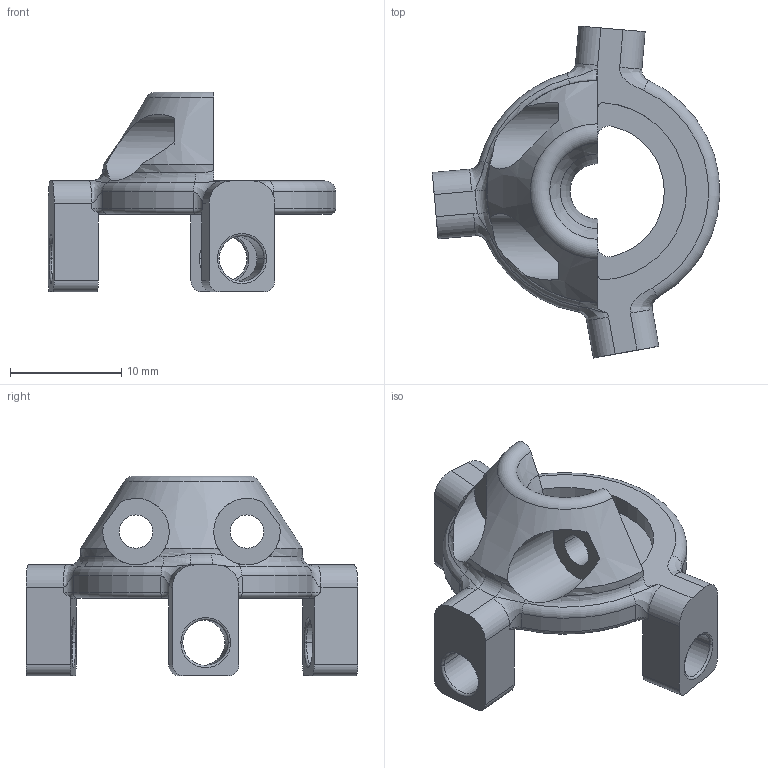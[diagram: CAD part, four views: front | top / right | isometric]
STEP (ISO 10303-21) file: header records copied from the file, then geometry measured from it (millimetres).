
FILE_DESCRIPTION((''),'2;1');
FILE_NAME('PLATFORM_WRIS_-60_50','2020-07-08T12:43:33',('EMassa'),(''),'CREO PARAMETRIC BY PTC INC, 2019344','CREO PARAMETRIC BY PTC INC, 2019344','');
FILE_SCHEMA(('CONFIG_CONTROL_DESIGN'));
Length unit declared in the file: millimetre
Products named in the file (1): PLATFORM_WRIS_-60_50
Bounding box: 25.89 x 29.9 x 18 mm (x, y, z)
Volume: 1888.5 mm3; surface area: 1979.1 mm2
Topology: 1 solids, 1 shells, 108 faces, 284 edges, 177 vertices
Faces by surface type: cylinder 43, torus 30, plane 23, bspline 10, cone 2
Entity records: 4951 total; most frequent: CARTESIAN_POINT 2235, DIRECTION 578, ORIENTED_EDGE 568, EDGE_CURVE 284, AXIS2_PLACEMENT_3D 243, VERTEX_POINT 177, CIRCLE 145, EDGE_LOOP 119
